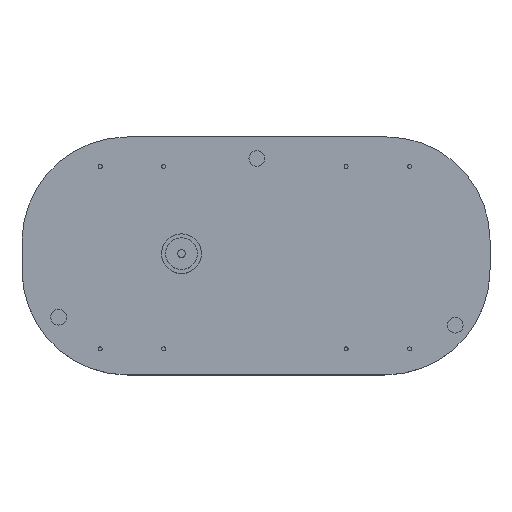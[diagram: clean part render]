
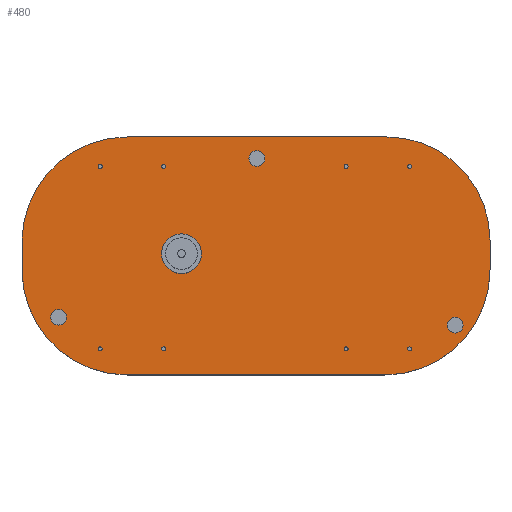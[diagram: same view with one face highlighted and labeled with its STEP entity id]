
A CAD part, top view. The second image highlights one B-rep face of the part: STEP entity #480.
In plain terms, the highlighted planar face has unit normal (0, 0, 1).
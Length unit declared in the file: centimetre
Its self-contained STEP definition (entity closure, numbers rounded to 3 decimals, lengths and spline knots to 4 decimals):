
#41=PLANE($,#565);
#76=FACE_OUTER_BOUND($,#128,.T.);
#128=EDGE_LOOP($,(#361,#362,#363,#364,#365,#366,#367,#368));
#195=LINE($,#856,#211);
#196=LINE($,#860,#212);
#197=LINE($,#864,#213);
#198=LINE($,#867,#214);
#211=VECTOR($,#662,0.375);
#212=VECTOR($,#665,3.275);
#213=VECTOR($,#668,0.35);
#214=VECTOR($,#671,3.25);
#226=CIRCLE($,#564,1.325);
#227=CIRCLE($,#566,1.3);
#228=CIRCLE($,#567,1.325);
#229=CIRCLE($,#568,1.325);
#263=VERTEX_POINT($,#849);
#264=VERTEX_POINT($,#851);
#265=VERTEX_POINT($,#855);
#266=VERTEX_POINT($,#857);
#267=VERTEX_POINT($,#859);
#268=VERTEX_POINT($,#861);
#269=VERTEX_POINT($,#863);
#270=VERTEX_POINT($,#865);
#307=EDGE_CURVE($,#263,#264,#226,.T.);
#309=EDGE_CURVE($,#263,#265,#195,.T.);
#310=EDGE_CURVE($,#266,#265,#227,.T.);
#311=EDGE_CURVE($,#266,#267,#196,.T.);
#312=EDGE_CURVE($,#268,#267,#228,.T.);
#313=EDGE_CURVE($,#268,#269,#197,.T.);
#314=EDGE_CURVE($,#270,#269,#229,.T.);
#315=EDGE_CURVE($,#270,#264,#198,.T.);
#361=ORIENTED_EDGE($,*,*,#307,.F.);
#362=ORIENTED_EDGE($,*,*,#309,.T.);
#363=ORIENTED_EDGE($,*,*,#310,.F.);
#364=ORIENTED_EDGE($,*,*,#311,.T.);
#365=ORIENTED_EDGE($,*,*,#312,.F.);
#366=ORIENTED_EDGE($,*,*,#313,.T.);
#367=ORIENTED_EDGE($,*,*,#314,.F.);
#368=ORIENTED_EDGE($,*,*,#315,.T.);
#480=ADVANCED_FACE($,(#76),#41,.T.);
#564=AXIS2_PLACEMENT_3D($,#852,#657,#658);
#565=AXIS2_PLACEMENT_3D($,#854,#660,#661);
#566=AXIS2_PLACEMENT_3D($,#858,#663,#664);
#567=AXIS2_PLACEMENT_3D($,#862,#666,#667);
#568=AXIS2_PLACEMENT_3D($,#866,#669,#670);
#657=DIRECTION('center_axis',(0.,0.,-1.));
#658=DIRECTION('ref_axis',(0.707,-0.707,0.));
#660=DIRECTION('center_axis',(0.,0.,1.));
#661=DIRECTION('ref_axis',(1.,0.,0.));
#662=DIRECTION($,(0.,1.,0.));
#663=DIRECTION('center_axis',(0.,0.,-1.));
#664=DIRECTION('ref_axis',(0.707,0.707,0.));
#665=DIRECTION($,(-1.,0.,0.));
#666=DIRECTION('center_axis',(0.,0.,-1.));
#667=DIRECTION('ref_axis',(-0.707,0.707,0.));
#668=DIRECTION($,(0.,-1.,0.));
#669=DIRECTION('center_axis',(0.,0.,-1.));
#670=DIRECTION('ref_axis',(-0.707,-0.707,0.));
#671=DIRECTION($,(1.,0.,0.));
#849=CARTESIAN_POINT('',(4.6,-1.675,0.8));
#851=CARTESIAN_POINT('',(3.275,-3.,0.8));
#852=CARTESIAN_POINT('Origin',(3.275,-1.675,0.8));
#854=CARTESIAN_POINT('Origin',(3.6571,-2.1303,0.8));
#855=CARTESIAN_POINT('',(4.6,-1.3,0.8));
#856=CARTESIAN_POINT($,(4.6,-2.1303,0.8));
#857=CARTESIAN_POINT('',(3.3,0.,0.8));
#858=CARTESIAN_POINT('Origin',(3.3,-1.3,0.8));
#859=CARTESIAN_POINT('',(0.025,0.,0.8));
#860=CARTESIAN_POINT($,(3.6571,0.,0.8));
#861=CARTESIAN_POINT('',(-1.3,-1.325,0.8));
#862=CARTESIAN_POINT('Origin',(0.025,-1.325,0.8));
#863=CARTESIAN_POINT('',(-1.3,-1.675,0.8));
#864=CARTESIAN_POINT($,(-1.3,-2.1303,0.8));
#865=CARTESIAN_POINT('',(0.025,-3.,0.8));
#866=CARTESIAN_POINT('Origin',(0.025,-1.675,0.8));
#867=CARTESIAN_POINT($,(3.6571,-3.,0.8));
